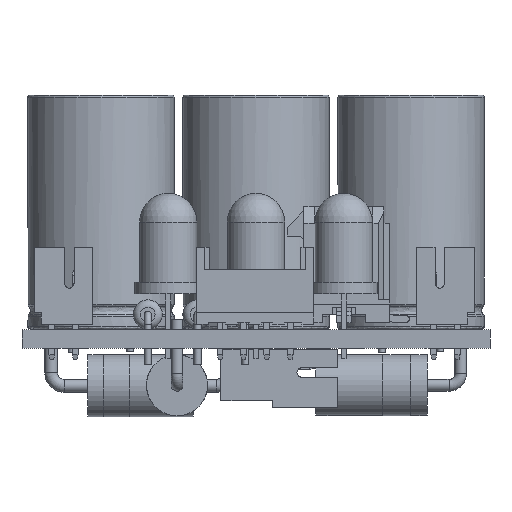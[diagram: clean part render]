
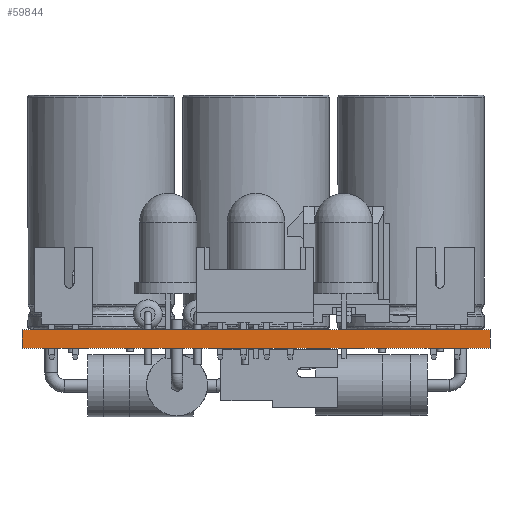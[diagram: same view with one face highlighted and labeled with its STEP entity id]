
A CAD part, front view. The second image highlights one B-rep face of the part: STEP entity #59844.
In plain terms, the highlighted planar face has unit normal (0, -1, 0).
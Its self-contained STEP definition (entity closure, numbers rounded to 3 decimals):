
#53830 = PLANE('',#53831);
#53831 = AXIS2_PLACEMENT_3D('',#53832,#53833,#53834);
#53832 = CARTESIAN_POINT('',(122.5,-123.5,0.));
#53833 = DIRECTION('',(-1.,0.,0.));
#53834 = DIRECTION('',(0.,1.,0.));
#53858 = PLANE('',#53859);
#53859 = AXIS2_PLACEMENT_3D('',#53860,#53861,#53862);
#53860 = CARTESIAN_POINT('',(142.5,-85.5,1.6));
#53861 = DIRECTION('',(-0.,-0.,-1.));
#53862 = DIRECTION('',(-1.,0.,0.));
#53886 = PLANE('',#53887);
#53887 = AXIS2_PLACEMENT_3D('',#53888,#53889,#53890);
#53888 = CARTESIAN_POINT('',(162.5,-47.5,0.));
#53889 = DIRECTION('',(1.,0.,-0.));
#53890 = DIRECTION('',(0.,-1.,0.));
#53912 = PLANE('',#53913);
#53913 = AXIS2_PLACEMENT_3D('',#53914,#53915,#53916);
#53914 = CARTESIAN_POINT('',(142.5,-85.5,0.));
#53915 = DIRECTION('',(-0.,-0.,-1.));
#53916 = DIRECTION('',(-1.,0.,0.));
#53927 = EDGE_CURVE('',#53928,#53930,#53932,.T.);
#53928 = VERTEX_POINT('',#53929);
#53929 = CARTESIAN_POINT('',(122.5,-123.5,0.));
#53930 = VERTEX_POINT('',#53931);
#53931 = CARTESIAN_POINT('',(122.5,-123.5,1.6));
#53932 = SURFACE_CURVE('',#53933,(#53937,#53944),.PCURVE_S1.);
#53933 = LINE('',#53934,#53935);
#53934 = CARTESIAN_POINT('',(122.5,-123.5,0.));
#53935 = VECTOR('',#53936,1.);
#53936 = DIRECTION('',(0.,0.,1.));
#53937 = PCURVE('',#53830,#53938);
#53938 = DEFINITIONAL_REPRESENTATION('',(#53939),#53943);
#53939 = LINE('',#53940,#53941);
#53940 = CARTESIAN_POINT('',(0.,0.));
#53941 = VECTOR('',#53942,1.);
#53942 = DIRECTION('',(0.,-1.));
#53943 = ( GEOMETRIC_REPRESENTATION_CONTEXT(2) 
PARAMETRIC_REPRESENTATION_CONTEXT() REPRESENTATION_CONTEXT('2D SPACE',''
  ) );
#53944 = PCURVE('',#53945,#53950);
#53945 = PLANE('',#53946);
#53946 = AXIS2_PLACEMENT_3D('',#53947,#53948,#53949);
#53947 = CARTESIAN_POINT('',(162.5,-123.5,0.));
#53948 = DIRECTION('',(0.,-1.,0.));
#53949 = DIRECTION('',(-1.,0.,0.));
#53950 = DEFINITIONAL_REPRESENTATION('',(#53951),#53955);
#53951 = LINE('',#53952,#53953);
#53952 = CARTESIAN_POINT('',(40.,0.));
#53953 = VECTOR('',#53954,1.);
#53954 = DIRECTION('',(0.,-1.));
#53955 = ( GEOMETRIC_REPRESENTATION_CONTEXT(2) 
PARAMETRIC_REPRESENTATION_CONTEXT() REPRESENTATION_CONTEXT('2D SPACE',''
  ) );
#54005 = VERTEX_POINT('',#54006);
#54006 = CARTESIAN_POINT('',(162.5,-123.5,1.6));
#54027 = EDGE_CURVE('',#54028,#54005,#54030,.T.);
#54028 = VERTEX_POINT('',#54029);
#54029 = CARTESIAN_POINT('',(162.5,-123.5,0.));
#54030 = SURFACE_CURVE('',#54031,(#54035,#54042),.PCURVE_S1.);
#54031 = LINE('',#54032,#54033);
#54032 = CARTESIAN_POINT('',(162.5,-123.5,0.));
#54033 = VECTOR('',#54034,1.);
#54034 = DIRECTION('',(0.,0.,1.));
#54035 = PCURVE('',#53886,#54036);
#54036 = DEFINITIONAL_REPRESENTATION('',(#54037),#54041);
#54037 = LINE('',#54038,#54039);
#54038 = CARTESIAN_POINT('',(76.,0.));
#54039 = VECTOR('',#54040,1.);
#54040 = DIRECTION('',(0.,-1.));
#54041 = ( GEOMETRIC_REPRESENTATION_CONTEXT(2) 
PARAMETRIC_REPRESENTATION_CONTEXT() REPRESENTATION_CONTEXT('2D SPACE',''
  ) );
#54042 = PCURVE('',#53945,#54043);
#54043 = DEFINITIONAL_REPRESENTATION('',(#54044),#54048);
#54044 = LINE('',#54045,#54046);
#54045 = CARTESIAN_POINT('',(0.,-0.));
#54046 = VECTOR('',#54047,1.);
#54047 = DIRECTION('',(0.,-1.));
#54048 = ( GEOMETRIC_REPRESENTATION_CONTEXT(2) 
PARAMETRIC_REPRESENTATION_CONTEXT() REPRESENTATION_CONTEXT('2D SPACE',''
  ) );
#54076 = EDGE_CURVE('',#54028,#53928,#54077,.T.);
#54077 = SURFACE_CURVE('',#54078,(#54082,#54089),.PCURVE_S1.);
#54078 = LINE('',#54079,#54080);
#54079 = CARTESIAN_POINT('',(162.5,-123.5,0.));
#54080 = VECTOR('',#54081,1.);
#54081 = DIRECTION('',(-1.,0.,0.));
#54082 = PCURVE('',#53912,#54083);
#54083 = DEFINITIONAL_REPRESENTATION('',(#54084),#54088);
#54084 = LINE('',#54085,#54086);
#54085 = CARTESIAN_POINT('',(-20.,-38.));
#54086 = VECTOR('',#54087,1.);
#54087 = DIRECTION('',(1.,0.));
#54088 = ( GEOMETRIC_REPRESENTATION_CONTEXT(2) 
PARAMETRIC_REPRESENTATION_CONTEXT() REPRESENTATION_CONTEXT('2D SPACE',''
  ) );
#54089 = PCURVE('',#53945,#54090);
#54090 = DEFINITIONAL_REPRESENTATION('',(#54091),#54095);
#54091 = LINE('',#54092,#54093);
#54092 = CARTESIAN_POINT('',(0.,-0.));
#54093 = VECTOR('',#54094,1.);
#54094 = DIRECTION('',(1.,0.));
#54095 = ( GEOMETRIC_REPRESENTATION_CONTEXT(2) 
PARAMETRIC_REPRESENTATION_CONTEXT() REPRESENTATION_CONTEXT('2D SPACE',''
  ) );
#57183 = EDGE_CURVE('',#54005,#53930,#57184,.T.);
#57184 = SURFACE_CURVE('',#57185,(#57189,#57196),.PCURVE_S1.);
#57185 = LINE('',#57186,#57187);
#57186 = CARTESIAN_POINT('',(162.5,-123.5,1.6));
#57187 = VECTOR('',#57188,1.);
#57188 = DIRECTION('',(-1.,0.,0.));
#57189 = PCURVE('',#53858,#57190);
#57190 = DEFINITIONAL_REPRESENTATION('',(#57191),#57195);
#57191 = LINE('',#57192,#57193);
#57192 = CARTESIAN_POINT('',(-20.,-38.));
#57193 = VECTOR('',#57194,1.);
#57194 = DIRECTION('',(1.,0.));
#57195 = ( GEOMETRIC_REPRESENTATION_CONTEXT(2) 
PARAMETRIC_REPRESENTATION_CONTEXT() REPRESENTATION_CONTEXT('2D SPACE',''
  ) );
#57196 = PCURVE('',#53945,#57197);
#57197 = DEFINITIONAL_REPRESENTATION('',(#57198),#57202);
#57198 = LINE('',#57199,#57200);
#57199 = CARTESIAN_POINT('',(0.,-1.6));
#57200 = VECTOR('',#57201,1.);
#57201 = DIRECTION('',(1.,0.));
#57202 = ( GEOMETRIC_REPRESENTATION_CONTEXT(2) 
PARAMETRIC_REPRESENTATION_CONTEXT() REPRESENTATION_CONTEXT('2D SPACE',''
  ) );
#59844 = ADVANCED_FACE('',(#59845),#53945,.T.);
#59845 = FACE_BOUND('',#59846,.T.);
#59846 = EDGE_LOOP('',(#59847,#59848,#59849,#59850));
#59847 = ORIENTED_EDGE('',*,*,#54027,.T.);
#59848 = ORIENTED_EDGE('',*,*,#57183,.T.);
#59849 = ORIENTED_EDGE('',*,*,#53927,.F.);
#59850 = ORIENTED_EDGE('',*,*,#54076,.F.);
